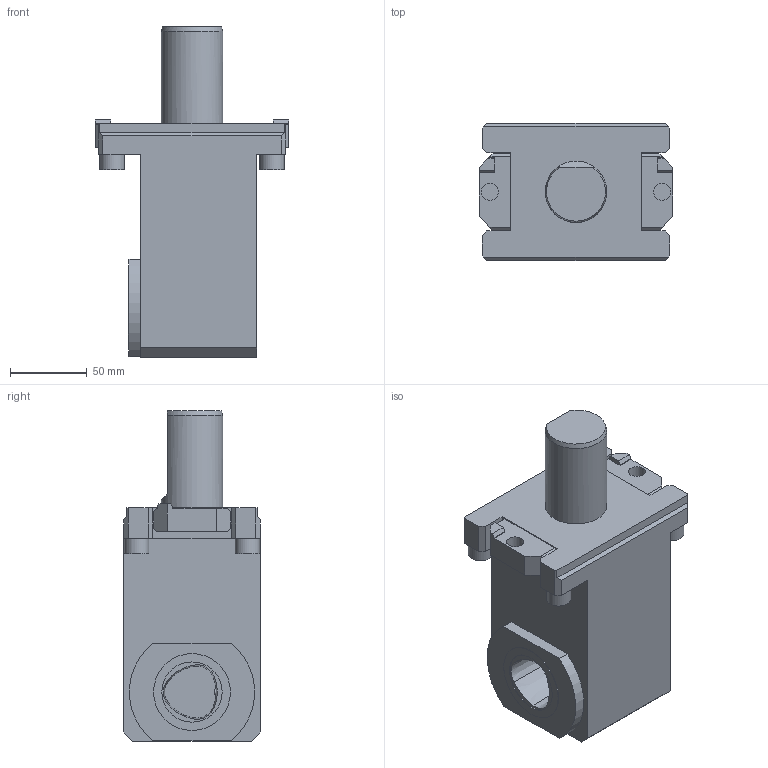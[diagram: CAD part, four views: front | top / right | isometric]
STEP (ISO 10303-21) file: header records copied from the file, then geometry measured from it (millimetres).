
FILE_DESCRIPTION(/* description */ (''),/* implementation_level */ '2;1');
FILE_NAME(/* name */ '1528366622686.stp',/* time_stamp */ '2018-06-07T15:47:14+05:00',/* author */ (''),/* organization */ ('SMS'),/* preprocessor_version */ 'ST-DEVELOPER v15',/* originating_system */ 'SIEMENS PLM Software NX 8.5',/* authorisation */ '');
FILE_SCHEMA (('AUTOMOTIVE_DESIGN { 1 0 10303 214 3 1 1 1 }'));
Length unit declared in the file: millimetre
Products named in the file (1): 201615902mod000_00
Bounding box: 126 x 89 x 215 mm (x, y, z)
Volume: 1176363.1 mm3; surface area: 90658.7 mm2
Topology: 1 solids, 1 shells, 101 faces, 257 edges, 175 vertices
Faces by surface type: plane 82, cylinder 12, cone 7
Full cylindrical faces by diameter (mm): 3 x1, 11 x2, 16 x4, 39.2 x1, 40 x1, 50.03 x1
Entity records: 3073 total; most frequent: CARTESIAN_POINT 584, ORIENTED_EDGE 488, DIRECTION 488, EDGE_CURVE 244, LINE 204, VECTOR 204, VERTEX_POINT 169, AXIS2_PLACEMENT_3D 142
